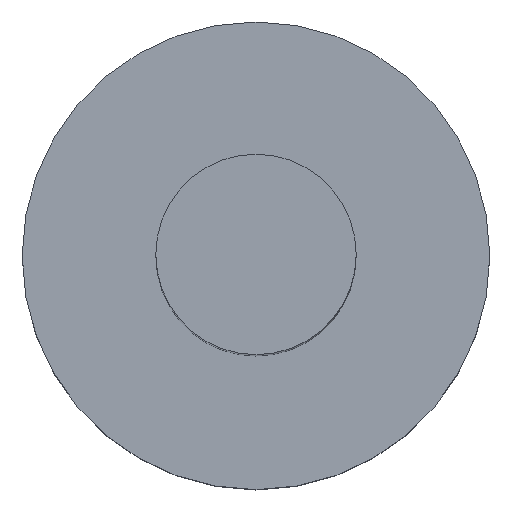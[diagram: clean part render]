
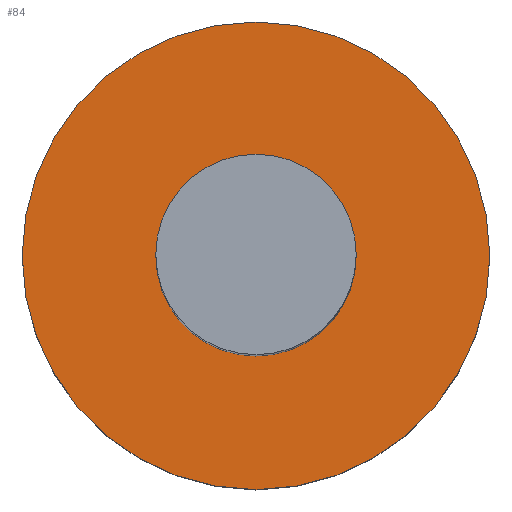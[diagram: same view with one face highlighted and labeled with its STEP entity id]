
A CAD part, top view. The second image highlights one B-rep face of the part: STEP entity #84.
In plain terms, the highlighted planar face has unit normal (0, 0, 1).
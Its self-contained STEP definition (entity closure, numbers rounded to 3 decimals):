
#8 = CARTESIAN_POINT ( 'NONE',  ( 0., 4.763, -38.1 ) ) ;
#10 = CARTESIAN_POINT ( 'NONE',  ( 11.113, 0., -38.1 ) ) ;
#12 = CARTESIAN_POINT ( 'NONE',  ( 0., 0., -38.1 ) ) ;
#14 = DIRECTION ( 'NONE',  ( 0., 0., 1. ) ) ;
#18 = DIRECTION ( 'NONE',  ( 1., 0., 0. ) ) ;
#47 = DIRECTION ( 'NONE',  ( 1., 0., 0. ) ) ;
#50 = DIRECTION ( 'NONE',  ( 0., 0., 1. ) ) ;
#52 = ORIENTED_EDGE ( 'NONE', *, *, #74, .F. ) ;
#68 = CIRCLE ( 'NONE', #130, 4.763 ) ;
#70 = CARTESIAN_POINT ( 'NONE',  ( 0., 0., -38.1 ) ) ;
#74 = EDGE_CURVE ( 'NONE', #94, #128, #68, .T. ) ;
#80 = VERTEX_POINT ( 'NONE', #114 ) ;
#81 = AXIS2_PLACEMENT_3D ( 'NONE', #8, #139, #118 ) ;
#83 = EDGE_CURVE ( 'NONE', #128, #94, #192, .T. ) ;
#84 = ADVANCED_FACE ( 'NONE', ( #225, #98 ), #196, .F. ) ;
#94 = VERTEX_POINT ( 'NONE', #136 ) ;
#96 = DIRECTION ( 'NONE',  ( 0., 0., 1. ) ) ;
#98 = FACE_OUTER_BOUND ( 'NONE', #229, .T. ) ;
#105 = ORIENTED_EDGE ( 'NONE', *, *, #219, .T. ) ;
#109 = CIRCLE ( 'NONE', #152, 11.113 ) ;
#111 = AXIS2_PLACEMENT_3D ( 'NONE', #251, #147, #18 ) ;
#114 = CARTESIAN_POINT ( 'NONE',  ( -11.113, 0., -38.1 ) ) ;
#118 = DIRECTION ( 'NONE',  ( -1., 0., 0. ) ) ;
#128 = VERTEX_POINT ( 'NONE', #164 ) ;
#130 = AXIS2_PLACEMENT_3D ( 'NONE', #195, #96, #47 ) ;
#134 = EDGE_LOOP ( 'NONE', ( #52, #191 ) ) ;
#136 = CARTESIAN_POINT ( 'NONE',  ( 4.763, 0., -38.1 ) ) ;
#139 = DIRECTION ( 'NONE',  ( 0., 0., -1. ) ) ;
#147 = DIRECTION ( 'NONE',  ( 0., 0., 1. ) ) ;
#152 = AXIS2_PLACEMENT_3D ( 'NONE', #70, #50, #206 ) ;
#164 = CARTESIAN_POINT ( 'NONE',  ( -4.763, 0., -38.1 ) ) ;
#179 = DIRECTION ( 'NONE',  ( 1., 0., 0. ) ) ;
#180 = AXIS2_PLACEMENT_3D ( 'NONE', #12, #14, #179 ) ;
#184 = VERTEX_POINT ( 'NONE', #10 ) ;
#189 = EDGE_CURVE ( 'NONE', #184, #80, #109, .T. ) ;
#191 = ORIENTED_EDGE ( 'NONE', *, *, #83, .F. ) ;
#192 = CIRCLE ( 'NONE', #180, 4.763 ) ;
#195 = CARTESIAN_POINT ( 'NONE',  ( 0., 0., -38.1 ) ) ;
#196 = PLANE ( 'NONE',  #81 ) ;
#206 = DIRECTION ( 'NONE',  ( 1., 0., 0. ) ) ;
#218 = CIRCLE ( 'NONE', #111, 11.113 ) ;
#219 = EDGE_CURVE ( 'NONE', #80, #184, #218, .T. ) ;
#225 = FACE_BOUND ( 'NONE', #134, .T. ) ;
#229 = EDGE_LOOP ( 'NONE', ( #247, #105 ) ) ;
#247 = ORIENTED_EDGE ( 'NONE', *, *, #189, .T. ) ;
#251 = CARTESIAN_POINT ( 'NONE',  ( 0., 0., -38.1 ) ) ;
